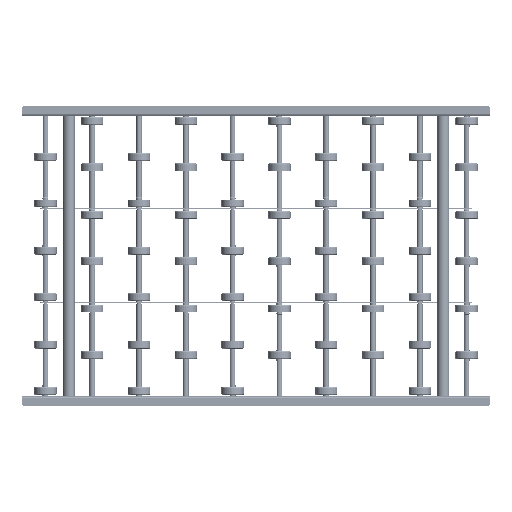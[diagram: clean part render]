
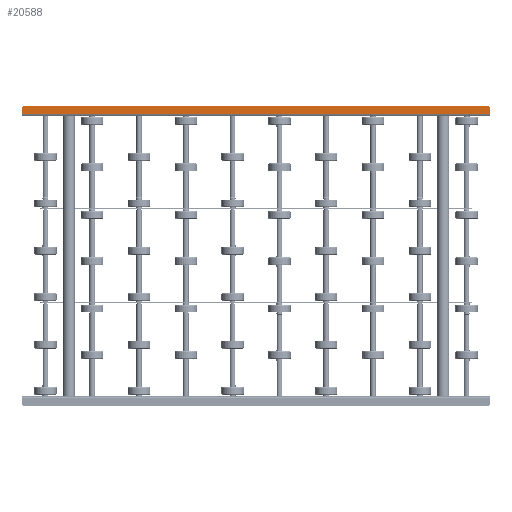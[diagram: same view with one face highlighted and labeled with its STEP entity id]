
A CAD part, front view. The second image highlights one B-rep face of the part: STEP entity #20588.
In plain terms, the highlighted planar face has unit normal (0, -1, 0).
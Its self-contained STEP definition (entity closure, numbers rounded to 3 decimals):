
#341 = DIRECTION ( 'NONE',  ( 0., 0., -1. ) ) ;
#1422 = ORIENTED_EDGE ( 'NONE', *, *, #7939, .F. ) ;
#1547 = AXIS2_PLACEMENT_3D ( 'NONE', #16261, #14154, #341 ) ;
#1886 = VECTOR ( 'NONE', #22994, 1000. ) ;
#2053 = EDGE_LOOP ( 'NONE', ( #10682, #3738, #1422, #13968, #2371, #16052 ) ) ;
#2206 = CARTESIAN_POINT ( 'NONE',  ( 0., -70., 20. ) ) ;
#2371 = ORIENTED_EDGE ( 'NONE', *, *, #5865, .F. ) ;
#3178 = DIRECTION ( 'NONE',  ( 0., 0., -1. ) ) ;
#3302 = VERTEX_POINT ( 'NONE', #19033 ) ;
#3523 = CARTESIAN_POINT ( 'NONE',  ( 1000., -70., 20. ) ) ;
#3572 = VECTOR ( 'NONE', #16056, 1000. ) ;
#3738 = ORIENTED_EDGE ( 'NONE', *, *, #18272, .T. ) ;
#4309 = DIRECTION ( 'NONE',  ( 0., -1., 0. ) ) ;
#4443 = LINE ( 'NONE', #13099, #3572 ) ;
#4824 = LINE ( 'NONE', #3523, #1886 ) ;
#5779 = VERTEX_POINT ( 'NONE', #21528 ) ;
#5865 = EDGE_CURVE ( 'NONE', #5779, #3302, #9559, .T. ) ;
#6086 = DIRECTION ( 'NONE',  ( 0., 0., -1. ) ) ;
#6182 = DIRECTION ( 'NONE',  ( 0., 0., -1. ) ) ;
#7143 = CIRCLE ( 'NONE', #1547, 4. ) ;
#7370 = AXIS2_PLACEMENT_3D ( 'NONE', #18355, #4309, #6182 ) ;
#7498 = VECTOR ( 'NONE', #3178, 1000. ) ;
#7939 = EDGE_CURVE ( 'NONE', #11886, #18911, #4824, .T. ) ;
#8035 = PLANE ( 'NONE',  #7370 ) ;
#8910 = VECTOR ( 'NONE', #14950, 1000. ) ;
#9029 = CARTESIAN_POINT ( 'NONE',  ( 1000., -70., 16. ) ) ;
#9317 = CARTESIAN_POINT ( 'NONE',  ( 1000., -70., 4. ) ) ;
#9559 = LINE ( 'NONE', #2206, #8910 ) ;
#10682 = ORIENTED_EDGE ( 'NONE', *, *, #22606, .F. ) ;
#11208 = DIRECTION ( 'NONE',  ( 0., -1., 0. ) ) ;
#11787 = EDGE_CURVE ( 'NONE', #5779, #13564, #4443, .T. ) ;
#11886 = VERTEX_POINT ( 'NONE', #12140 ) ;
#12140 = CARTESIAN_POINT ( 'NONE',  ( 4., -70., 20. ) ) ;
#12175 = LINE ( 'NONE', #22988, #7498 ) ;
#12861 = AXIS2_PLACEMENT_3D ( 'NONE', #14844, #11208, #6086 ) ;
#12935 = VERTEX_POINT ( 'NONE', #9029 ) ;
#13099 = CARTESIAN_POINT ( 'NONE',  ( 0., -70., 4. ) ) ;
#13564 = VERTEX_POINT ( 'NONE', #9317 ) ;
#13968 = ORIENTED_EDGE ( 'NONE', *, *, #16079, .T. ) ;
#14154 = DIRECTION ( 'NONE',  ( 0., -1., 0. ) ) ;
#14844 = CARTESIAN_POINT ( 'NONE',  ( 996., -70., 16. ) ) ;
#14950 = DIRECTION ( 'NONE',  ( 0., 0., 1. ) ) ;
#16052 = ORIENTED_EDGE ( 'NONE', *, *, #11787, .T. ) ;
#16056 = DIRECTION ( 'NONE',  ( 1., 0., 0. ) ) ;
#16079 = EDGE_CURVE ( 'NONE', #11886, #3302, #7143, .T. ) ;
#16261 = CARTESIAN_POINT ( 'NONE',  ( 4., -70., 16. ) ) ;
#17736 = CIRCLE ( 'NONE', #12861, 4. ) ;
#18272 = EDGE_CURVE ( 'NONE', #12935, #18911, #17736, .T. ) ;
#18355 = CARTESIAN_POINT ( 'NONE',  ( 0., -70., 0. ) ) ;
#18911 = VERTEX_POINT ( 'NONE', #22964 ) ;
#19033 = CARTESIAN_POINT ( 'NONE',  ( 0., -70., 16. ) ) ;
#20588 = ADVANCED_FACE ( 'NONE', ( #22234 ), #8035, .T. ) ;
#21528 = CARTESIAN_POINT ( 'NONE',  ( 0., -70., 4. ) ) ;
#22234 = FACE_OUTER_BOUND ( 'NONE', #2053, .T. ) ;
#22606 = EDGE_CURVE ( 'NONE', #12935, #13564, #12175, .T. ) ;
#22964 = CARTESIAN_POINT ( 'NONE',  ( 996., -70., 20. ) ) ;
#22988 = CARTESIAN_POINT ( 'NONE',  ( 1000., -70., 2. ) ) ;
#22994 = DIRECTION ( 'NONE',  ( 1., 0., 0. ) ) ;
